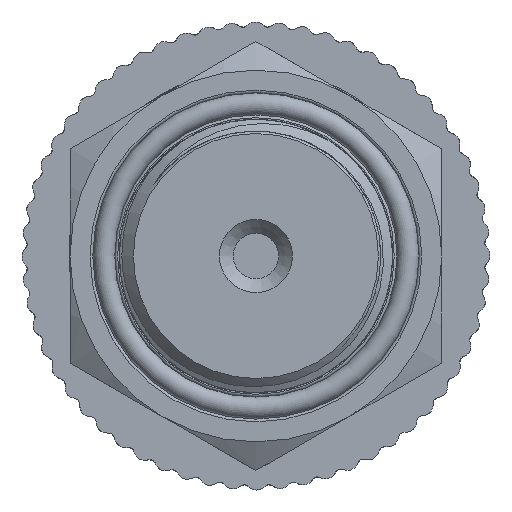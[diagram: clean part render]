
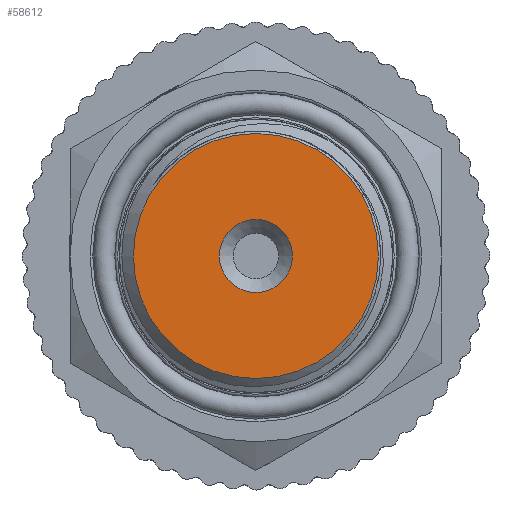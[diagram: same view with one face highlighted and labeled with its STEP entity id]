
A CAD part, left-side view. The second image highlights one B-rep face of the part: STEP entity #58612.
In plain terms, the highlighted face is planar.
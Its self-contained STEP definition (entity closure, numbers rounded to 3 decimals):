
#4461=FACE_BOUND('',#15292,.T.);
#7602=PLANE('',#66347);
#11367=FACE_OUTER_BOUND('',#15291,.T.);
#15291=EDGE_LOOP('',(#54273));
#15292=EDGE_LOOP('',(#54274));
#16048=CIRCLE('',#66320,8.9);
#16060=CIRCLE('',#66348,2.65);
#27850=VERTEX_POINT('',#126426);
#27871=VERTEX_POINT('',#128823);
#36651=EDGE_CURVE('',#27850,#27850,#16048,.T.);
#36695=EDGE_CURVE('',#27871,#27871,#16060,.T.);
#54273=ORIENTED_EDGE('',*,*,#36651,.T.);
#54274=ORIENTED_EDGE('',*,*,#36695,.F.);
#58612=ADVANCED_FACE('',(#11367,#4461),#7602,.T.);
#66320=AXIS2_PLACEMENT_3D('',#126428,#84021,#84022);
#66347=AXIS2_PLACEMENT_3D('',#128822,#84080,#84081);
#66348=AXIS2_PLACEMENT_3D('',#128824,#84082,#84083);
#84021=DIRECTION('center_axis',(1.,0.,0.));
#84022=DIRECTION('ref_axis',(0.,1.,0.));
#84080=DIRECTION('center_axis',(1.,0.,0.));
#84081=DIRECTION('ref_axis',(0.,0.,-1.));
#84082=DIRECTION('center_axis',(1.,0.,0.));
#84083=DIRECTION('ref_axis',(0.,0.,-1.));
#126426=CARTESIAN_POINT('',(0.,-8.9,0.));
#126428=CARTESIAN_POINT('Origin',(0.,0.,0.));
#128822=CARTESIAN_POINT('Origin',(0.,2.65,0.));
#128823=CARTESIAN_POINT('',(0.,-2.65,0.));
#128824=CARTESIAN_POINT('Origin',(0.,0.,
0.));
